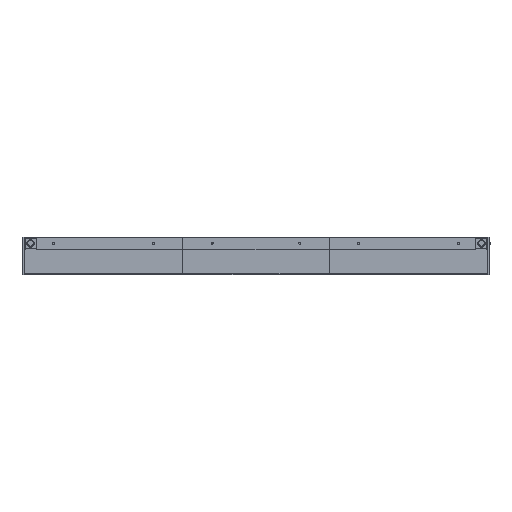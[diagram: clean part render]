
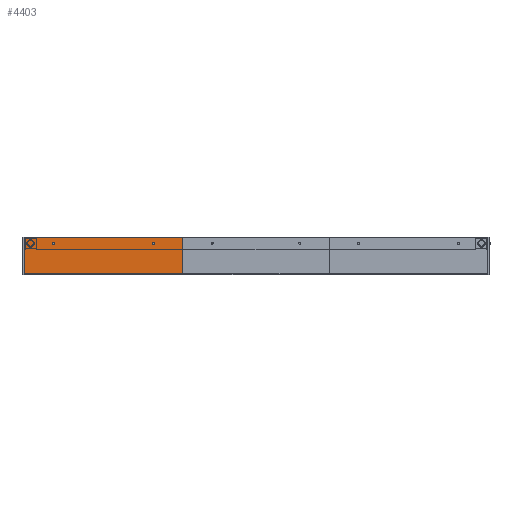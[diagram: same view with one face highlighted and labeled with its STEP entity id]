
A CAD part, top view. The second image highlights one B-rep face of the part: STEP entity #4403.
In plain terms, the highlighted face is planar.
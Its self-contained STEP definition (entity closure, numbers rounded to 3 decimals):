
#441=FACE_BOUND('',#1309,.T.);
#442=FACE_BOUND('',#1310,.T.);
#668=CIRCLE('',#5012,2.1);
#670=CIRCLE('',#5015,2.1);
#935=FACE_OUTER_BOUND('',#1308,.T.);
#1308=EDGE_LOOP('',(#3876,#3877,#3878,#3879));
#1309=EDGE_LOOP('',(#3880));
#1310=EDGE_LOOP('',(#3881));
#1642=LINE('',#7673,#1939);
#1646=LINE('',#7681,#1943);
#1649=LINE('',#7687,#1946);
#1652=LINE('',#7692,#1949);
#1939=VECTOR('',#6329,10.);
#1943=VECTOR('',#6335,10.);
#1946=VECTOR('',#6340,10.);
#1949=VECTOR('',#6345,10.);
#2272=VERTEX_POINT('',#7661);
#2274=VERTEX_POINT('',#7667);
#2275=VERTEX_POINT('',#7671);
#2276=VERTEX_POINT('',#7672);
#2279=VERTEX_POINT('',#7680);
#2281=VERTEX_POINT('',#7686);
#2810=EDGE_CURVE('',#2272,#2272,#668,.T.);
#2813=EDGE_CURVE('',#2274,#2274,#670,.T.);
#2814=EDGE_CURVE('',#2275,#2276,#1642,.T.);
#2818=EDGE_CURVE('',#2279,#2275,#1646,.T.);
#2821=EDGE_CURVE('',#2281,#2279,#1649,.T.);
#2824=EDGE_CURVE('',#2276,#2281,#1652,.T.);
#3876=ORIENTED_EDGE('',*,*,#2824,.F.);
#3877=ORIENTED_EDGE('',*,*,#2814,.F.);
#3878=ORIENTED_EDGE('',*,*,#2818,.F.);
#3879=ORIENTED_EDGE('',*,*,#2821,.F.);
#3880=ORIENTED_EDGE('',*,*,#2813,.F.);
#3881=ORIENTED_EDGE('',*,*,#2810,.F.);
#4136=PLANE('',#5021);
#4403=ADVANCED_FACE('',(#935,#441,#442),#4136,.F.);
#5012=AXIS2_PLACEMENT_3D('',#7663,#6318,#6319);
#5015=AXIS2_PLACEMENT_3D('',#7669,#6325,#6326);
#5021=AXIS2_PLACEMENT_3D('',#7695,#6349,#6350);
#6318=DIRECTION('center_axis',(0.,0.,-1.));
#6319=DIRECTION('ref_axis',(1.,0.,0.));
#6325=DIRECTION('center_axis',(0.,0.,-1.));
#6326=DIRECTION('ref_axis',(1.,0.,0.));
#6329=DIRECTION('',(-1.,0.,0.));
#6335=DIRECTION('',(0.,1.,0.));
#6340=DIRECTION('',(1.,0.,0.));
#6345=DIRECTION('',(0.,-1.,0.));
#6349=DIRECTION('center_axis',(0.,0.,1.));
#6350=DIRECTION('ref_axis',(1.,0.,0.));
#7661=CARTESIAN_POINT('',(267.14,12.7,0.));
#7663=CARTESIAN_POINT('Origin',(269.24,12.7,0.));
#7667=CARTESIAN_POINT('',(58.86,12.7,0.));
#7669=CARTESIAN_POINT('Origin',(60.96,12.7,0.));
#7671=CARTESIAN_POINT('',(330.2,76.2,0.));
#7672=CARTESIAN_POINT('',(0.,76.2,0.));
#7673=CARTESIAN_POINT('',(330.2,76.2,0.));
#7680=CARTESIAN_POINT('',(330.2,0.,0.));
#7681=CARTESIAN_POINT('',(330.2,0.,0.));
#7686=CARTESIAN_POINT('',(0.,0.,0.));
#7687=CARTESIAN_POINT('',(0.,0.,0.));
#7692=CARTESIAN_POINT('',(0.,25.4,0.));
#7695=CARTESIAN_POINT('Origin',(165.1,38.1,0.));
